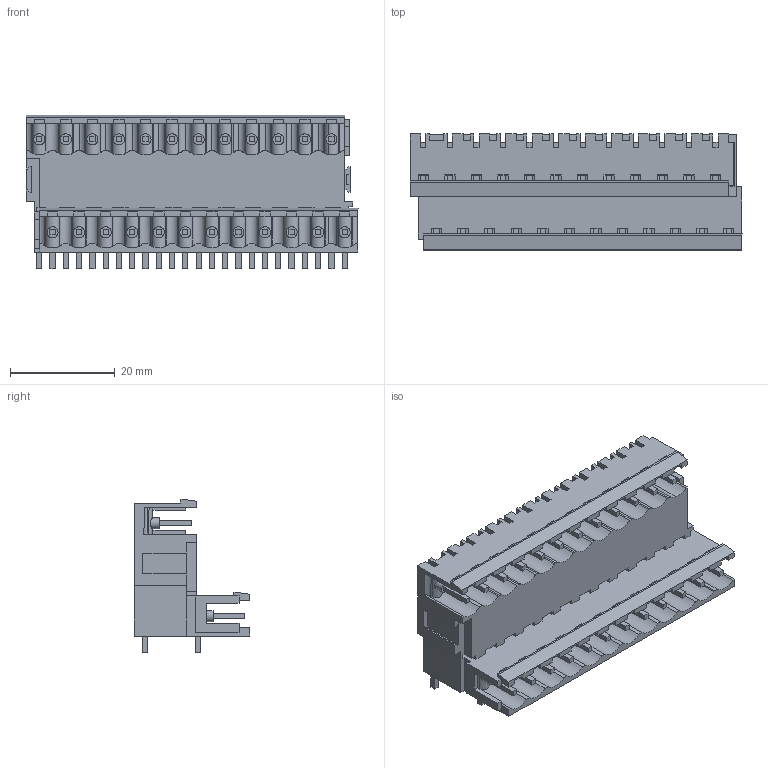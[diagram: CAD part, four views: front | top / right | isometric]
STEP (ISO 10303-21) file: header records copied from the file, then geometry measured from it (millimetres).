
FILE_DESCRIPTION(('CATIA V5R22 STEP214','CAx-IF Rec.Pracs.--- Model Styling and Organization---1.4--- 2014-01-23'),'2;1');
FILE_NAME ('D1454939_1_1725280000_1725280000.stp','2023-03-17T12:51:49+00:00',('none'),('Weidmueller'),'CATIA Version 5-6 Release 2016 SP3 HF44','CATIA V5 STEP AP214','none');
FILE_SCHEMA(('AUTOMOTIVE_DESIGN { 1 0 10303 214 1 1 1 1 }'));
Length unit declared in the file: millimetre
Products named in the file (1): 1725280000
Bounding box: 63.5 x 22.16 x 29.41 mm (x, y, z)
Volume: 14267.4 mm3; surface area: 16573.7 mm2
Topology: 25 solids, 25 shells, 935 faces, 2997 edges, 2041 vertices
Faces by surface type: plane 763, cylinder 172
Entity records: 32883 total; most frequent: CARTESIAN_POINT 8220, ORIENTED_EDGE 5994, DIRECTION 3812, EDGE_CURVE 2997, VECTOR 2464, LINE 2464, VERTEX_POINT 2041, EDGE_LOOP 984
